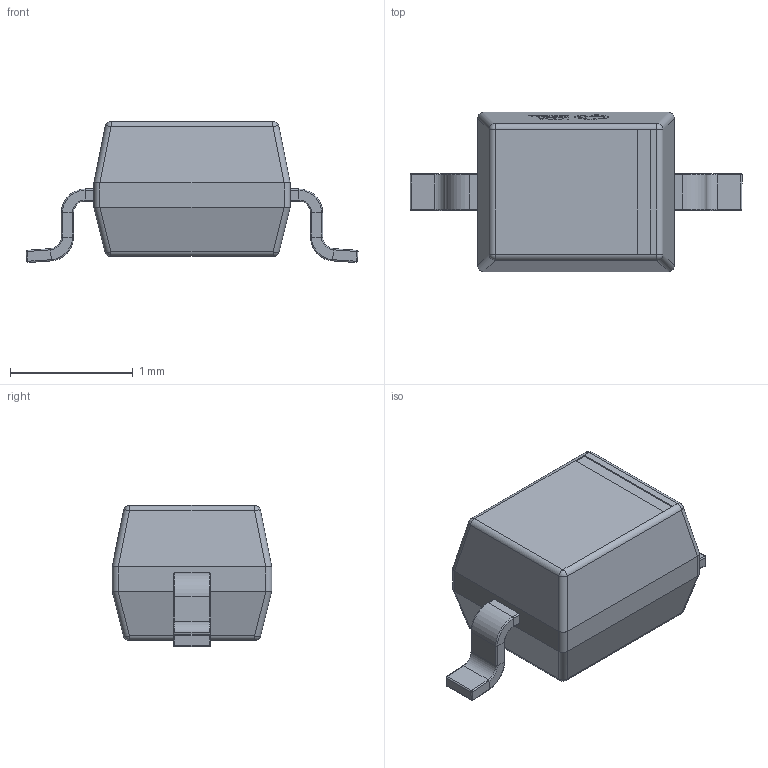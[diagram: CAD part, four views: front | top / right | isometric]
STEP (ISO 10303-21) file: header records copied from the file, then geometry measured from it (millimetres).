
FILE_DESCRIPTION (( 'STEP AP214' ), '1' );
FILE_NAME ('SOD-323F-SMD_L1.6-W1.3-H1.1-LS2.7.step', '2022-07-29T07:49:04', ( '' ), ( '' ), 'SwSTEP 2.0', 'SolidWorks 2020', '' );
FILE_SCHEMA (( 'AUTOMOTIVE_DESIGN' ));
Length unit declared in the file: millimetre
Products named in the file (1): SOD-323F-SMD_L1.6-W1.3-H1.1-LS2.7
Bounding box: 2.71 x 1.3 x 1.15 mm (x, y, z)
Volume: 2.1 mm3; surface area: 10.6 mm2
Topology: 3 solids, 3 shells, 374 faces, 937 edges, 584 vertices
Faces by surface type: plane 182, bspline 98, cylinder 60, sphere 18, torus 16
Entity records: 15611 total; most frequent: CARTESIAN_POINT 3262, ORIENTED_EDGE 1858, DIRECTION 1383, EDGE_CURVE 929, VECTOR 581, LINE 581, VERTEX_POINT 580, AXIS2_PLACEMENT_3D 401
